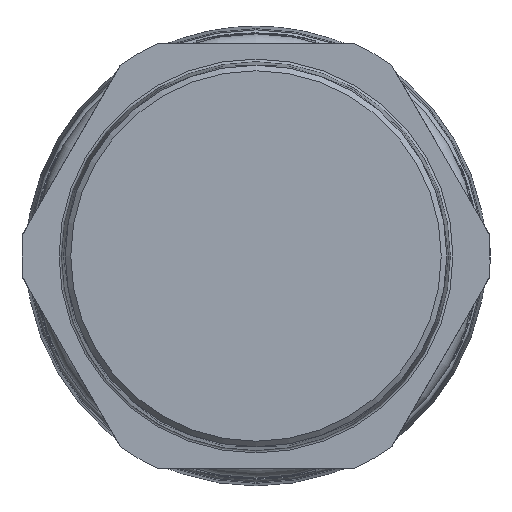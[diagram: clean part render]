
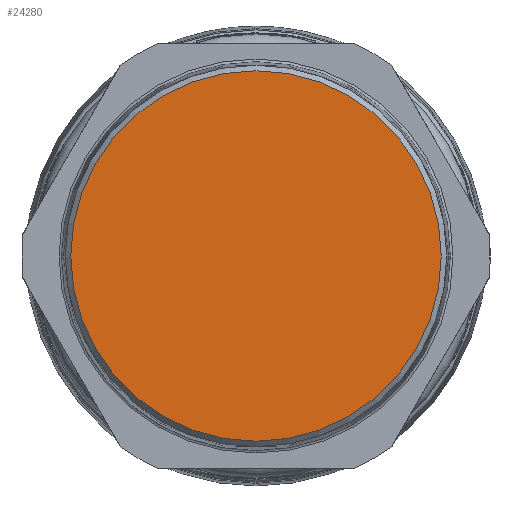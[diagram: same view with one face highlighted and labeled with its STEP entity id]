
A CAD part, left-side view. The second image highlights one B-rep face of the part: STEP entity #24280.
In plain terms, the highlighted planar face has unit normal (-1, 0, 0).
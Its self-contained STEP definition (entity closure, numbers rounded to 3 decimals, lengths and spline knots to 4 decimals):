
#4681=PLANE('',#26435);
#5996=FACE_OUTER_BOUND('',#7377,.T.);
#7377=EDGE_LOOP('',(#21314));
#8441=CIRCLE('',#26436,1.3706);
#10683=VERTEX_POINT('',#51314);
#14236=EDGE_CURVE('',#10683,#10683,#8441,.T.);
#21314=ORIENTED_EDGE('',*,*,#14236,.F.);
#24280=ADVANCED_FACE('',(#5996),#4681,.T.);
#26435=AXIS2_PLACEMENT_3D('',#51313,#31644,#31645);
#26436=AXIS2_PLACEMENT_3D('',#51315,#31646,#31647);
#31644=DIRECTION('center_axis',(-1.,0.,0.));
#31645=DIRECTION('ref_axis',(0.,0.,
1.));
#31646=DIRECTION('center_axis',(1.,0.,0.));
#31647=DIRECTION('ref_axis',(0.,-1.,0.));
#51313=CARTESIAN_POINT('Origin',(-1.4913,1.41,0.));
#51314=CARTESIAN_POINT('',(-1.4913,1.3706,0.));
#51315=CARTESIAN_POINT('Origin',(-1.4913,0.,
0.));
